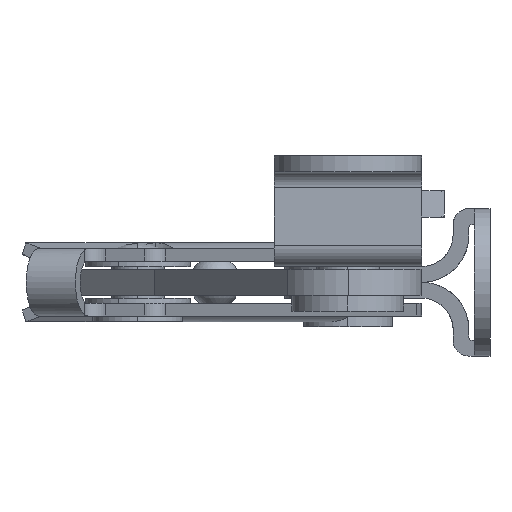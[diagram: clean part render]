
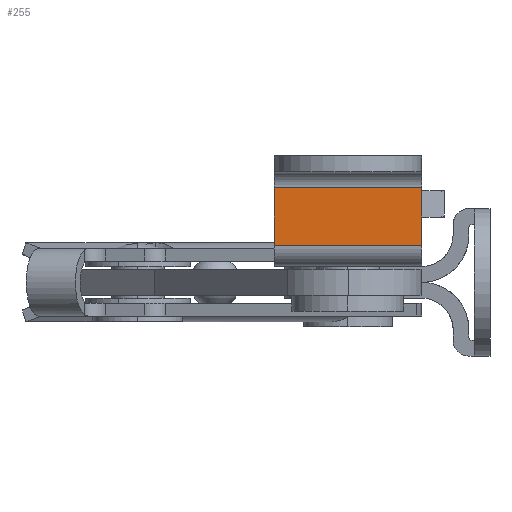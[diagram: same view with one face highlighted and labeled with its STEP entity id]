
A CAD part, left-side view. The second image highlights one B-rep face of the part: STEP entity #255.
In plain terms, the highlighted planar face has unit normal (-1, 0, 0).
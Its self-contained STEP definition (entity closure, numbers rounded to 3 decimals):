
#255 = ADVANCED_FACE ( 'NONE', ( #4470 ), #1233, .F. ) ;
#311 = DIRECTION ( 'NONE',  ( 0., 0., 1. ) ) ;
#561 = VERTEX_POINT ( 'NONE', #4047 ) ;
#712 = EDGE_CURVE ( 'NONE', #7129, #5938, #6235, .T. ) ;
#886 = AXIS2_PLACEMENT_3D ( 'NONE', #3093, #5083, #3785 ) ;
#1233 = PLANE ( 'NONE',  #886 ) ;
#1962 = CARTESIAN_POINT ( 'NONE',  ( -10.7, 7., 2. ) ) ;
#2220 = CARTESIAN_POINT ( 'NONE',  ( -10.7, -7., 7.5 ) ) ;
#2477 = VECTOR ( 'NONE', #6373, 1000. ) ;
#3082 = LINE ( 'NONE', #1962, #2477 ) ;
#3093 = CARTESIAN_POINT ( 'NONE',  ( -10.7, 7., 7.5 ) ) ;
#3168 = EDGE_CURVE ( 'NONE', #561, #5938, #5282, .T. ) ;
#3269 = CARTESIAN_POINT ( 'NONE',  ( -10.7, -7., 7.5 ) ) ;
#3544 = CARTESIAN_POINT ( 'NONE',  ( -10.7, 7., 7.5 ) ) ;
#3785 = DIRECTION ( 'NONE',  ( 0., 0., -1. ) ) ;
#3821 = ORIENTED_EDGE ( 'NONE', *, *, #3168, .F. ) ;
#3942 = VECTOR ( 'NONE', #311, 1000. ) ;
#4047 = CARTESIAN_POINT ( 'NONE',  ( -10.7, 7., 7.5 ) ) ;
#4193 = DIRECTION ( 'NONE',  ( 0., 0., 1. ) ) ;
#4376 = EDGE_LOOP ( 'NONE', ( #4870, #3821, #4665, #7021 ) ) ;
#4470 = FACE_OUTER_BOUND ( 'NONE', #4376, .T. ) ;
#4665 = ORIENTED_EDGE ( 'NONE', *, *, #5151, .F. ) ;
#4870 = ORIENTED_EDGE ( 'NONE', *, *, #712, .T. ) ;
#5004 = CARTESIAN_POINT ( 'NONE',  ( -10.7, 7., 7.5 ) ) ;
#5083 = DIRECTION ( 'NONE',  ( 1., 0., 0. ) ) ;
#5151 = EDGE_CURVE ( 'NONE', #7211, #561, #7260, .T. ) ;
#5282 = LINE ( 'NONE', #5004, #5369 ) ;
#5369 = VECTOR ( 'NONE', #8073, 1000. ) ;
#5762 = VECTOR ( 'NONE', #4193, 1000. ) ;
#5938 = VERTEX_POINT ( 'NONE', #3269 ) ;
#6235 = LINE ( 'NONE', #2220, #5762 ) ;
#6373 = DIRECTION ( 'NONE',  ( 0., -1., 0. ) ) ;
#7021 = ORIENTED_EDGE ( 'NONE', *, *, #7917, .T. ) ;
#7129 = VERTEX_POINT ( 'NONE', #7486 ) ;
#7211 = VERTEX_POINT ( 'NONE', #7689 ) ;
#7260 = LINE ( 'NONE', #3544, #3942 ) ;
#7486 = CARTESIAN_POINT ( 'NONE',  ( -10.7, -7., 2. ) ) ;
#7689 = CARTESIAN_POINT ( 'NONE',  ( -10.7, 7., 2. ) ) ;
#7917 = EDGE_CURVE ( 'NONE', #7211, #7129, #3082, .T. ) ;
#8073 = DIRECTION ( 'NONE',  ( 0., -1., 0. ) ) ;
